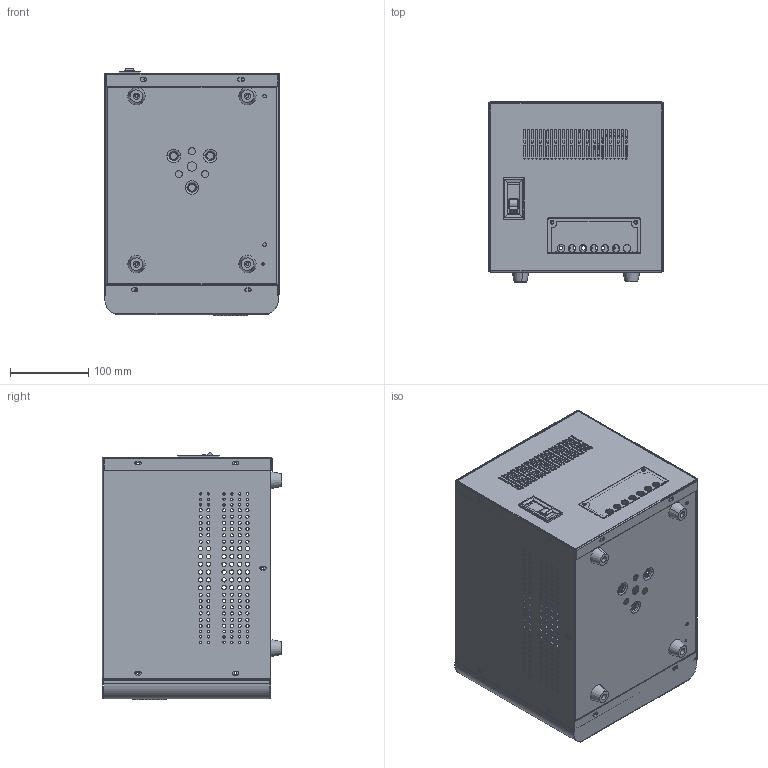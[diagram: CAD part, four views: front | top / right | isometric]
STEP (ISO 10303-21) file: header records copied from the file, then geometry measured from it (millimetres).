
FILE_DESCRIPTION (( 'STEP AP214' ), '1' );
FILE_NAME ('TND-5k总装2025.STEP', '2025-04-29T08:16:19', ( '万丰电脑' ), ( '电话：0577-62733550' ), 'SwSTEP 2.0', 'SolidWorks 2020', '' );
FILE_SCHEMA (( 'AUTOMOTIVE_DESIGN' ));
Length unit declared in the file: millimetre
Products named in the file (12): DZ47等薊諾羲; TND橡皮脚3~5K; 杅珆萇揤桶2025; 剿繚ん盓殤2; TND-3kVA傷赽裔; TND-R5K醱啣 -2025; TND-5kVA醱啣蚾饜6.16; TND-5kVA菁啣2025; TND-5kVA裔赽2025; TND-5k軞蚾2025; TND-5k綴啣2025; 裔赽蚾饜6.16
Assembly tree (14 placements, depth 3):
  TND-5k軞蚾2025
    TND-5kVA醱啣蚾饜6.16
      TND-R5K醱啣 -2025
    TND-5kVA菁啣2025
    TND-5k綴啣2025
    裔赽蚾饜6.16
      TND-5kVA裔赽2025
    剿繚ん盓殤2
    DZ47等薊諾羲
    TND橡皮脚3~5K  x4
    杅珆萇揤桶2025
    TND-3kVA傷赽裔
Bounding box: 223 x 230.01 x 316.17 mm (x, y, z)
Volume: 456952.7 mm3; surface area: 821904.4 mm2
Topology: 12 solids, 14 shells, 1937 faces, 5303 edges, 3444 vertices
Faces by surface type: cylinder 1193, plane 656, torus 42, cone 30, bspline 16
Entity records: 73241 total; most frequent: CARTESIAN_POINT 11751, DIRECTION 11326, ORIENTED_EDGE 10498, EDGE_CURVE 5249, AXIS2_PLACEMENT_3D 4301, VERTEX_POINT 3408, EDGE_LOOP 2937, LINE 2724
